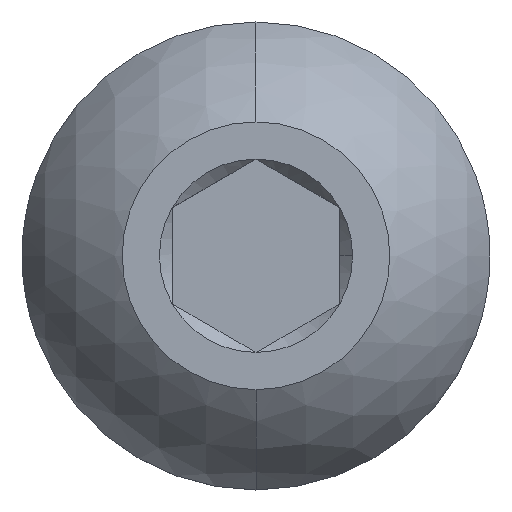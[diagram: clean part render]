
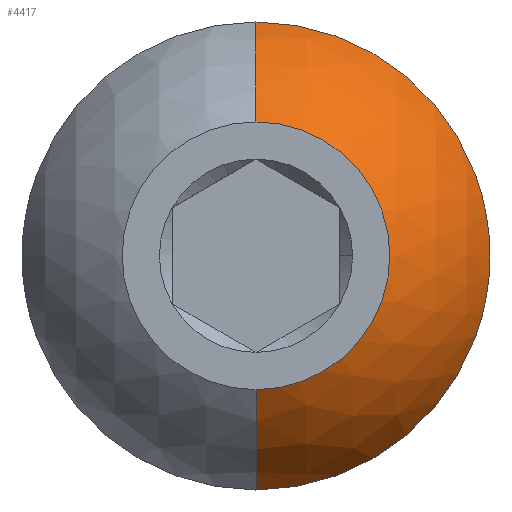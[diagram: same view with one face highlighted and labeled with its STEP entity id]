
A CAD part, top view. The second image highlights one B-rep face of the part: STEP entity #4417.
In plain terms, the highlighted spherical face has radius 5.974 mm.
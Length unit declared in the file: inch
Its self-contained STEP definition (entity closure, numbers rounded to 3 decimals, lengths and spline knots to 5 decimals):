
#455 = DIRECTION ( 'NONE',  ( 1., 0., 0. ) ) ;
#506 = CARTESIAN_POINT ( 'NONE',  ( 0., 0.2185, -0.1122 ) ) ;
#587 = DIRECTION ( 'NONE',  ( -1., 0., 0. ) ) ;
#737 = CARTESIAN_POINT ( 'NONE',  ( 0., 0.125, 0. ) ) ;
#797 = AXIS2_PLACEMENT_3D ( 'NONE', #8518, #6262, #2661 ) ;
#1181 = CARTESIAN_POINT ( 'NONE',  ( 0., -0.125, 0. ) ) ;
#1417 = ORIENTED_EDGE ( 'NONE', *, *, #7450, .F. ) ;
#1573 = CIRCLE ( 'NONE', #8891, 0.23519 ) ;
#1605 = AXIS2_PLACEMENT_3D ( 'NONE', #7625, #8341, #3944 ) ;
#1636 = EDGE_LOOP ( 'NONE', ( #8018, #7693, #2640, #1417, #4439 ) ) ;
#1679 = CIRCLE ( 'NONE', #1605, 0.125 ) ;
#1728 = VERTEX_POINT ( 'NONE', #737 ) ;
#1898 = CARTESIAN_POINT ( 'NONE',  ( 0.2185, 0., -0.1122 ) ) ;
#1980 = DIRECTION ( 'NONE',  ( 0., -1., 0. ) ) ;
#2079 = CARTESIAN_POINT ( 'NONE',  ( 0., 0., -0.19922 ) ) ;
#2248 = CIRCLE ( 'NONE', #9255, 0.2185 ) ;
#2260 = FACE_OUTER_BOUND ( 'NONE', #1636, .T. ) ;
#2588 = CARTESIAN_POINT ( 'NONE',  ( 0., 0., -0.19922 ) ) ;
#2640 = ORIENTED_EDGE ( 'NONE', *, *, #6467, .T. ) ;
#2661 = DIRECTION ( 'NONE',  ( 0., -1., 0. ) ) ;
#2748 = AXIS2_PLACEMENT_3D ( 'NONE', #3787, #7469, #3094 ) ;
#3094 = DIRECTION ( 'NONE',  ( 1., 0., 0. ) ) ;
#3787 = CARTESIAN_POINT ( 'NONE',  ( 0., 0., -0.1122 ) ) ;
#3944 = DIRECTION ( 'NONE',  ( 1., 0., 0. ) ) ;
#4043 = DIRECTION ( 'NONE',  ( 0., 1., 0. ) ) ;
#4175 = CIRCLE ( 'NONE', #9073, 0.23519 ) ;
#4417 = ADVANCED_FACE ( 'NONE', ( #2260 ), #6142, .T. ) ;
#4439 = ORIENTED_EDGE ( 'NONE', *, *, #6820, .F. ) ;
#4841 = DIRECTION ( 'NONE',  ( 1., 0., 0. ) ) ;
#4926 = EDGE_CURVE ( 'NONE', #6444, #5697, #7401, .T. ) ;
#5697 = VERTEX_POINT ( 'NONE', #1898 ) ;
#6142 = SPHERICAL_SURFACE ( 'NONE', #797, 0.23519 ) ;
#6262 = DIRECTION ( 'NONE',  ( 1., 0., 0. ) ) ;
#6268 = EDGE_CURVE ( 'NONE', #5697, #9261, #2248, .T. ) ;
#6278 = DIRECTION ( 'NONE',  ( 0., 0., 1. ) ) ;
#6444 = VERTEX_POINT ( 'NONE', #7042 ) ;
#6467 = EDGE_CURVE ( 'NONE', #9261, #1728, #1573, .T. ) ;
#6702 = VERTEX_POINT ( 'NONE', #1181 ) ;
#6820 = EDGE_CURVE ( 'NONE', #6444, #6702, #4175, .T. ) ;
#7042 = CARTESIAN_POINT ( 'NONE',  ( 0., -0.2185, -0.1122 ) ) ;
#7074 = CARTESIAN_POINT ( 'NONE',  ( 0., 0., -0.1122 ) ) ;
#7401 = CIRCLE ( 'NONE', #2748, 0.2185 ) ;
#7450 = EDGE_CURVE ( 'NONE', #6702, #1728, #1679, .T. ) ;
#7469 = DIRECTION ( 'NONE',  ( 0., 0., 1. ) ) ;
#7625 = CARTESIAN_POINT ( 'NONE',  ( 0., 0., 0. ) ) ;
#7693 = ORIENTED_EDGE ( 'NONE', *, *, #6268, .T. ) ;
#8018 = ORIENTED_EDGE ( 'NONE', *, *, #4926, .T. ) ;
#8341 = DIRECTION ( 'NONE',  ( 0., 0., 1. ) ) ;
#8518 = CARTESIAN_POINT ( 'NONE',  ( 0., 0., -0.19922 ) ) ;
#8891 = AXIS2_PLACEMENT_3D ( 'NONE', #2588, #455, #4043 ) ;
#9073 = AXIS2_PLACEMENT_3D ( 'NONE', #2079, #587, #1980 ) ;
#9255 = AXIS2_PLACEMENT_3D ( 'NONE', #7074, #6278, #4841 ) ;
#9261 = VERTEX_POINT ( 'NONE', #506 ) ;
